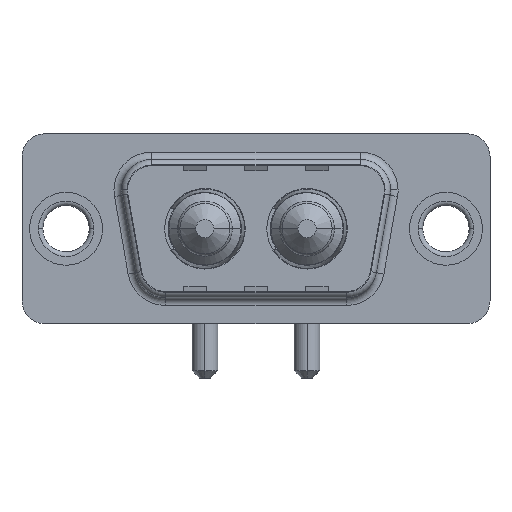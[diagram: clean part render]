
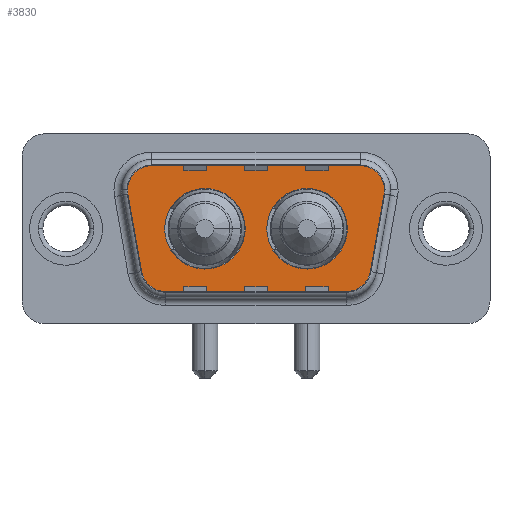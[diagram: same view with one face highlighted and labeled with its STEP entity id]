
A CAD part, top view. The second image highlights one B-rep face of the part: STEP entity #3830.
In plain terms, the highlighted planar face has unit normal (0, 0, 1).
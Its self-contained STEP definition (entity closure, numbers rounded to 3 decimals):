
#16 = CIRCLE ( 'NONE', #4269, 2.65 ) ;
#56 = ORIENTED_EDGE ( 'NONE', *, *, #8254, .T. ) ;
#344 = DIRECTION ( 'NONE',  ( 0.174, -0.985, 0. ) ) ;
#455 = CARTESIAN_POINT ( 'NONE',  ( 19.564, 4.9, 0. ) ) ;
#471 = DIRECTION ( 'NONE',  ( -1., 0., 0. ) ) ;
#491 = DIRECTION ( 'NONE',  ( 1., 0., 0. ) ) ;
#525 = CARTESIAN_POINT ( 'NONE',  ( 9.14, 0., 0. ) ) ;
#590 = CARTESIAN_POINT ( 'NONE',  ( 6.459, -4.9, 0. ) ) ;
#592 = VERTEX_POINT ( 'NONE', #2075 ) ;
#647 = DIRECTION ( 'NONE',  ( 1., 0., 0. ) ) ;
#658 = EDGE_LOOP ( 'NONE', ( #7317, #8921, #4977, #56, #1808, #9399, #9053, #4712, #1867 ) ) ;
#873 = VERTEX_POINT ( 'NONE', #3797 ) ;
#889 = EDGE_CURVE ( 'NONE', #873, #5962, #6557, .T. ) ;
#1045 = DIRECTION ( 'NONE',  ( 0., 0., 1. ) ) ;
#1355 = EDGE_CURVE ( 'NONE', #8875, #5750, #6046, .T. ) ;
#1382 = CARTESIAN_POINT ( 'NONE',  ( 18.541, -2.9, 0. ) ) ;
#1460 = CARTESIAN_POINT ( 'NONE',  ( 6.459, -4.9, 0. ) ) ;
#1488 = VECTOR ( 'NONE', #8162, 1000. ) ;
#1529 = EDGE_CURVE ( 'NONE', #9270, #4404, #4219, .T. ) ;
#1663 = EDGE_CURVE ( 'NONE', #5750, #9446, #2931, .T. ) ;
#1789 = CARTESIAN_POINT ( 'NONE',  ( 3.466, 2.553, 0. ) ) ;
#1808 = ORIENTED_EDGE ( 'NONE', *, *, #1529, .T. ) ;
#1867 = ORIENTED_EDGE ( 'NONE', *, *, #1663, .T. ) ;
#2054 = CARTESIAN_POINT ( 'NONE',  ( 5.436, 4.9, 0. ) ) ;
#2075 = CARTESIAN_POINT ( 'NONE',  ( 18.51, 0., 0. ) ) ;
#2128 = ORIENTED_EDGE ( 'NONE', *, *, #2497, .F. ) ;
#2192 = CARTESIAN_POINT ( 'NONE',  ( 6.49, 0., 0. ) ) ;
#2218 = PLANE ( 'NONE',  #2815 ) ;
#2430 = CIRCLE ( 'NONE', #7144, 2.65 ) ;
#2474 = DIRECTION ( 'NONE',  ( 0., 0., 1. ) ) ;
#2497 = EDGE_CURVE ( 'NONE', #2849, #4858, #16, .T. ) ;
#2571 = LINE ( 'NONE', #1789, #5022 ) ;
#2575 = CIRCLE ( 'NONE', #4633, 2.65 ) ;
#2758 = EDGE_CURVE ( 'NONE', #4404, #4838, #9614, .T. ) ;
#2815 = AXIS2_PLACEMENT_3D ( 'NONE', #7439, #8962, #6004 ) ;
#2849 = VERTEX_POINT ( 'NONE', #2192 ) ;
#2859 = DIRECTION ( 'NONE',  ( 0., 0., 1. ) ) ;
#2931 = LINE ( 'NONE', #1460, #1488 ) ;
#3035 = AXIS2_PLACEMENT_3D ( 'NONE', #3308, #1045, #7941 ) ;
#3116 = DIRECTION ( 'NONE',  ( 0., 0., 1. ) ) ;
#3308 = CARTESIAN_POINT ( 'NONE',  ( 15.86, 0., 0. ) ) ;
#3497 = CARTESIAN_POINT ( 'NONE',  ( 9.14, 0., 0. ) ) ;
#3498 = EDGE_LOOP ( 'NONE', ( #9651, #6920 ) ) ;
#3529 = DIRECTION ( 'NONE',  ( 0., 0., 1. ) ) ;
#3767 = LINE ( 'NONE', #4670, #8483 ) ;
#3794 = ORIENTED_EDGE ( 'NONE', *, *, #8064, .F. ) ;
#3797 = CARTESIAN_POINT ( 'NONE',  ( 21.534, 2.553, 0. ) ) ;
#3830 = ADVANCED_FACE ( 'NONE', ( #9756, #4490, #4539 ), #2218, .T. ) ;
#3910 = CARTESIAN_POINT ( 'NONE',  ( 13.21, 0., 0. ) ) ;
#4044 = AXIS2_PLACEMENT_3D ( 'NONE', #7099, #2474, #6357 ) ;
#4219 = LINE ( 'NONE', #2054, #5423 ) ;
#4239 = EDGE_CURVE ( 'NONE', #8417, #873, #3767, .T. ) ;
#4269 = AXIS2_PLACEMENT_3D ( 'NONE', #525, #3529, #9545 ) ;
#4358 = EDGE_CURVE ( 'NONE', #4838, #8875, #2571, .T. ) ;
#4404 = VERTEX_POINT ( 'NONE', #6409 ) ;
#4490 = FACE_BOUND ( 'NONE', #6596, .T. ) ;
#4539 = FACE_OUTER_BOUND ( 'NONE', #658, .T. ) ;
#4633 = AXIS2_PLACEMENT_3D ( 'NONE', #6971, #3116, #8447 ) ;
#4670 = CARTESIAN_POINT ( 'NONE',  ( 21.534, 2.553, 0. ) ) ;
#4712 = ORIENTED_EDGE ( 'NONE', *, *, #1355, .T. ) ;
#4792 = AXIS2_PLACEMENT_3D ( 'NONE', #9087, #7693, #5426 ) ;
#4816 = AXIS2_PLACEMENT_3D ( 'NONE', #8513, #6249, #5552 ) ;
#4818 = CARTESIAN_POINT ( 'NONE',  ( 5.436, 2.9, 0. ) ) ;
#4838 = VERTEX_POINT ( 'NONE', #5560 ) ;
#4858 = VERTEX_POINT ( 'NONE', #6494 ) ;
#4977 = ORIENTED_EDGE ( 'NONE', *, *, #889, .T. ) ;
#5022 = VECTOR ( 'NONE', #344, 1000. ) ;
#5043 = AXIS2_PLACEMENT_3D ( 'NONE', #4818, #7170, #6986 ) ;
#5341 = CIRCLE ( 'NONE', #7100, 2. ) ;
#5420 = CARTESIAN_POINT ( 'NONE',  ( 21.564, 2.9, 0. ) ) ;
#5423 = VECTOR ( 'NONE', #471, 1000. ) ;
#5426 = DIRECTION ( 'NONE',  ( -1., 0., 0. ) ) ;
#5552 = DIRECTION ( 'NONE',  ( -1., 0., 0. ) ) ;
#5560 = CARTESIAN_POINT ( 'NONE',  ( 3.466, 2.553, 0. ) ) ;
#5750 = VERTEX_POINT ( 'NONE', #590 ) ;
#5895 = EDGE_CURVE ( 'NONE', #9446, #8417, #5341, .T. ) ;
#5962 = VERTEX_POINT ( 'NONE', #5420 ) ;
#6004 = DIRECTION ( 'NONE',  ( 1., 0., 0. ) ) ;
#6046 = CIRCLE ( 'NONE', #4816, 2. ) ;
#6249 = DIRECTION ( 'NONE',  ( 0., 0., 1. ) ) ;
#6268 = VERTEX_POINT ( 'NONE', #3910 ) ;
#6351 = CIRCLE ( 'NONE', #3035, 2.65 ) ;
#6357 = DIRECTION ( 'NONE',  ( -1., 0., 0. ) ) ;
#6409 = CARTESIAN_POINT ( 'NONE',  ( 5.436, 4.9, 0. ) ) ;
#6494 = CARTESIAN_POINT ( 'NONE',  ( 11.79, 0., 0. ) ) ;
#6557 = CIRCLE ( 'NONE', #4044, 2. ) ;
#6596 = EDGE_LOOP ( 'NONE', ( #3794, #2128 ) ) ;
#6782 = DIRECTION ( 'NONE',  ( 0.174, 0.985, 0. ) ) ;
#6829 = CIRCLE ( 'NONE', #4792, 2. ) ;
#6920 = ORIENTED_EDGE ( 'NONE', *, *, #7741, .F. ) ;
#6971 = CARTESIAN_POINT ( 'NONE',  ( 15.86, 0., 0. ) ) ;
#6986 = DIRECTION ( 'NONE',  ( 1., 0., 0. ) ) ;
#7099 = CARTESIAN_POINT ( 'NONE',  ( 19.564, 2.9, 0. ) ) ;
#7100 = AXIS2_PLACEMENT_3D ( 'NONE', #1382, #7247, #491 ) ;
#7144 = AXIS2_PLACEMENT_3D ( 'NONE', #3497, #2859, #647 ) ;
#7170 = DIRECTION ( 'NONE',  ( 0., 0., 1. ) ) ;
#7247 = DIRECTION ( 'NONE',  ( 0., 0., 1. ) ) ;
#7317 = ORIENTED_EDGE ( 'NONE', *, *, #5895, .T. ) ;
#7439 = CARTESIAN_POINT ( 'NONE',  ( 18.541, -2.9, 0. ) ) ;
#7450 = CARTESIAN_POINT ( 'NONE',  ( 18.541, -4.9, 0. ) ) ;
#7693 = DIRECTION ( 'NONE',  ( 0., 0., 1. ) ) ;
#7741 = EDGE_CURVE ( 'NONE', #6268, #592, #2575, .T. ) ;
#7899 = EDGE_CURVE ( 'NONE', #592, #6268, #6351, .T. ) ;
#7941 = DIRECTION ( 'NONE',  ( 1., 0., 0. ) ) ;
#7995 = CARTESIAN_POINT ( 'NONE',  ( 20.511, -3.247, 0. ) ) ;
#8064 = EDGE_CURVE ( 'NONE', #4858, #2849, #2430, .T. ) ;
#8162 = DIRECTION ( 'NONE',  ( 1., 0., 0. ) ) ;
#8254 = EDGE_CURVE ( 'NONE', #5962, #9270, #6829, .T. ) ;
#8417 = VERTEX_POINT ( 'NONE', #7995 ) ;
#8447 = DIRECTION ( 'NONE',  ( 1., 0., 0. ) ) ;
#8483 = VECTOR ( 'NONE', #6782, 1000. ) ;
#8513 = CARTESIAN_POINT ( 'NONE',  ( 6.459, -2.9, 0. ) ) ;
#8875 = VERTEX_POINT ( 'NONE', #9485 ) ;
#8921 = ORIENTED_EDGE ( 'NONE', *, *, #4239, .T. ) ;
#8962 = DIRECTION ( 'NONE',  ( 0., 0., 1. ) ) ;
#9053 = ORIENTED_EDGE ( 'NONE', *, *, #4358, .T. ) ;
#9087 = CARTESIAN_POINT ( 'NONE',  ( 19.564, 2.9, 0. ) ) ;
#9270 = VERTEX_POINT ( 'NONE', #455 ) ;
#9399 = ORIENTED_EDGE ( 'NONE', *, *, #2758, .T. ) ;
#9446 = VERTEX_POINT ( 'NONE', #7450 ) ;
#9485 = CARTESIAN_POINT ( 'NONE',  ( 4.489, -3.247, 0. ) ) ;
#9545 = DIRECTION ( 'NONE',  ( 1., 0., 0. ) ) ;
#9614 = CIRCLE ( 'NONE', #5043, 2. ) ;
#9651 = ORIENTED_EDGE ( 'NONE', *, *, #7899, .F. ) ;
#9756 = FACE_BOUND ( 'NONE', #3498, .T. ) ;
